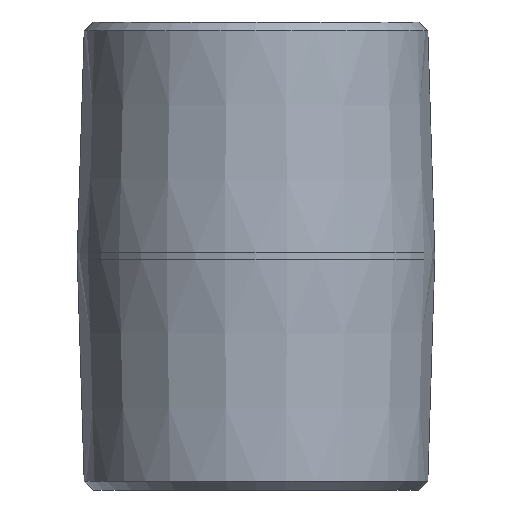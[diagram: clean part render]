
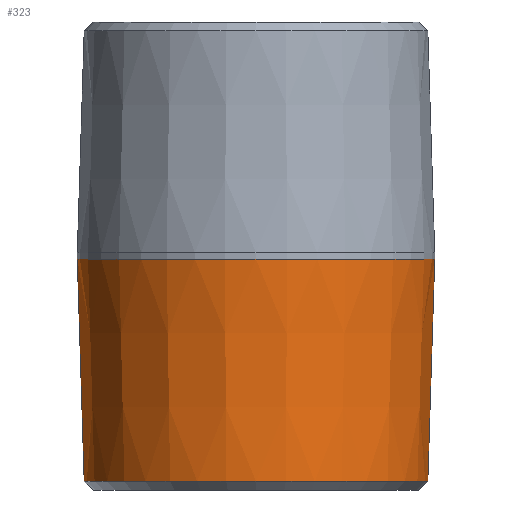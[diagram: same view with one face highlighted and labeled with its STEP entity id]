
A CAD part, front view. The second image highlights one B-rep face of the part: STEP entity #323.
In plain terms, the highlighted conical face has half-angle 1.78 degrees and reference radius 13.335 mm.
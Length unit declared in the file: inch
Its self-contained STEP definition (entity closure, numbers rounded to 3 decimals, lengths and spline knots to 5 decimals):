
#26 = DIRECTION ( 'NONE',  ( 0., 0., 1. ) ) ;
#36 = EDGE_CURVE ( 'NONE', #137, #81, #294, .T. ) ;
#60 = ORIENTED_EDGE ( 'NONE', *, *, #141, .T. ) ;
#81 = VERTEX_POINT ( 'NONE', #300 ) ;
#82 = LINE ( 'NONE', #131, #280 ) ;
#127 = CARTESIAN_POINT ( 'NONE',  ( 0.525, 0., 0.6775 ) ) ;
#131 = CARTESIAN_POINT ( 'NONE',  ( -0.525, 0., 0.6775 ) ) ;
#137 = VERTEX_POINT ( 'NONE', #263 ) ;
#138 = DIRECTION ( 'NONE',  ( -1., 0., 0. ) ) ;
#141 = EDGE_CURVE ( 'NONE', #142, #137, #490, .T. ) ;
#142 = VERTEX_POINT ( 'NONE', #229 ) ;
#154 = DIRECTION ( 'NONE',  ( 1., 0., 0. ) ) ;
#160 = AXIS2_PLACEMENT_3D ( 'NONE', #265, #397, #358 ) ;
#198 = ORIENTED_EDGE ( 'NONE', *, *, #546, .F. ) ;
#207 = EDGE_CURVE ( 'NONE', #81, #373, #316, .T. ) ;
#229 = CARTESIAN_POINT ( 'NONE',  ( -0.50472, 0., 0.02499 ) ) ;
#240 = CARTESIAN_POINT ( 'NONE',  ( -0.525, 0., 0.6775 ) ) ;
#263 = CARTESIAN_POINT ( 'NONE',  ( 0.50472, 0., 0.02499 ) ) ;
#265 = CARTESIAN_POINT ( 'NONE',  ( 0., 0., 0.6775 ) ) ;
#280 = VECTOR ( 'NONE', #376, 39.37008 ) ;
#294 = LINE ( 'NONE', #127, #539 ) ;
#300 = CARTESIAN_POINT ( 'NONE',  ( 0.525, 0., 0.6775 ) ) ;
#309 = DIRECTION ( 'NONE',  ( 0., 0., 1. ) ) ;
#316 = CIRCLE ( 'NONE', #160, 0.525 ) ;
#323 = ADVANCED_FACE ( 'NONE', ( #408 ), #463, .T. ) ;
#328 = CARTESIAN_POINT ( 'NONE',  ( 0., 0., 0.6775 ) ) ;
#358 = DIRECTION ( 'NONE',  ( -1., 0., 0. ) ) ;
#365 = ORIENTED_EDGE ( 'NONE', *, *, #207, .T. ) ;
#368 = EDGE_LOOP ( 'NONE', ( #198, #60, #406, #365 ) ) ;
#370 = AXIS2_PLACEMENT_3D ( 'NONE', #488, #309, #138 ) ;
#373 = VERTEX_POINT ( 'NONE', #240 ) ;
#376 = DIRECTION ( 'NONE',  ( -0.031, 0., 1. ) ) ;
#397 = DIRECTION ( 'NONE',  ( 0., 0., -1. ) ) ;
#406 = ORIENTED_EDGE ( 'NONE', *, *, #36, .T. ) ;
#408 = FACE_OUTER_BOUND ( 'NONE', #368, .T. ) ;
#463 = CONICAL_SURFACE ( 'NONE', #507, 0.525, 0.031 ) ;
#472 = DIRECTION ( 'NONE',  ( 0.031, 0., 1. ) ) ;
#488 = CARTESIAN_POINT ( 'NONE',  ( 0., 0., 0.02499 ) ) ;
#490 = CIRCLE ( 'NONE', #370, 0.50472 ) ;
#507 = AXIS2_PLACEMENT_3D ( 'NONE', #328, #26, #154 ) ;
#539 = VECTOR ( 'NONE', #472, 39.37008 ) ;
#546 = EDGE_CURVE ( 'NONE', #142, #373, #82, .T. ) ;
